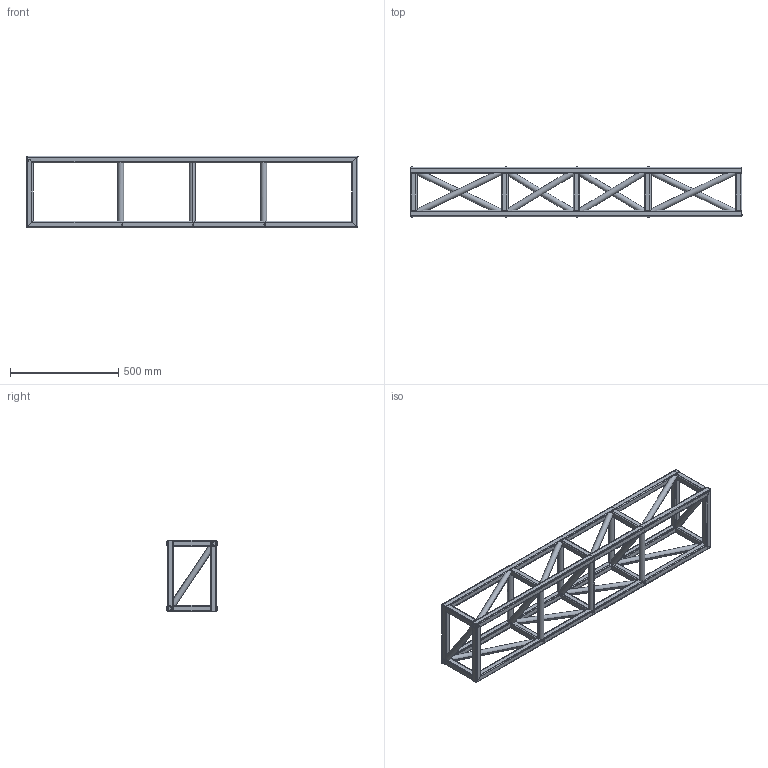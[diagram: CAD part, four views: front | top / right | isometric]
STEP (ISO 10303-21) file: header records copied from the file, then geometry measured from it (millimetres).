
FILE_DESCRIPTION (( 'STEP AP203' ), '1' );
FILE_NAME ('1.STEP', '2023-05-02T21:55:26', ( '' ), ( '' ), 'SwSTEP 2.0', 'SolidWorks 2022', '' );
FILE_SCHEMA (( 'CONFIG_CONTROL_DESIGN' ));
Length unit declared in the file: millimetre
Products named in the file (1): 1
Bounding box: 1532.46 x 237.72 x 330 mm (x, y, z)
Volume: 4013726.2 mm3; surface area: 2876596.7 mm2
Topology: 37 solids, 37 shells, 459 faces, 1193 edges, 802 vertices
Faces by surface type: cylinder 261, plane 198
Entity records: 16108 total; most frequent: CARTESIAN_POINT 5307, ORIENTED_EDGE 2386, DIRECTION 2023, EDGE_CURVE 1193, VERTEX_POINT 802, AXIS2_PLACEMENT_3D 684, VECTOR 655, LINE 655
